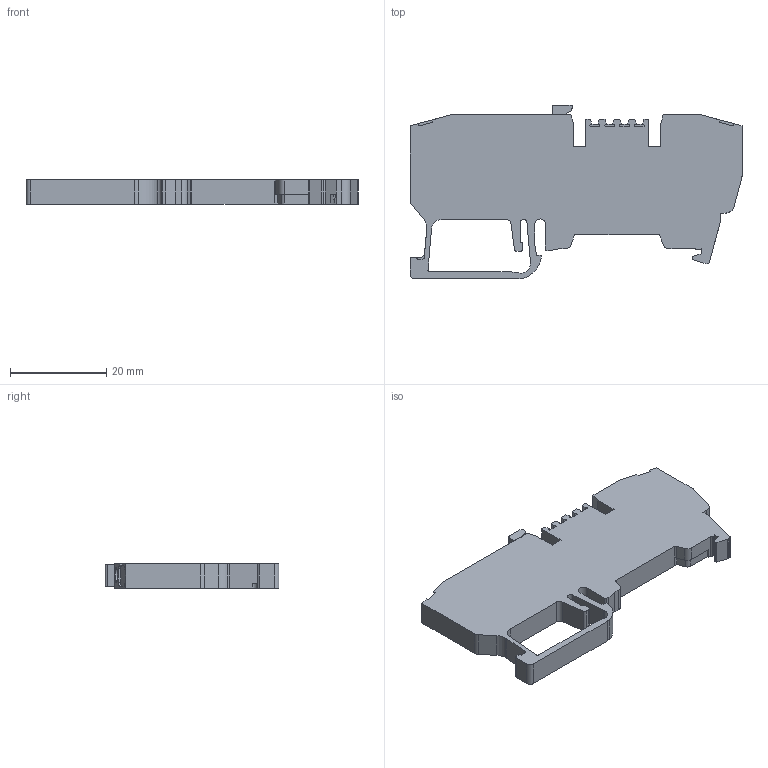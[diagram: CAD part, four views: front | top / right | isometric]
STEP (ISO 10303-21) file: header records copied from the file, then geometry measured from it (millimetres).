
FILE_DESCRIPTION (( 'STEP AP214' ), '1' );
FILE_NAME ('353200_YBK 2,5A_Beige.STP', '2013-11-13T14:51:52', ( 'arge' ), ( 'Microsoft' ), 'SwSTEP 2.0', 'SolidWorks 2013', '' );
FILE_SCHEMA (( 'AUTOMOTIVE_DESIGN' ));
Length unit declared in the file: millimetre
Products named in the file (1): 353200_YBK 2,5A_Beige
Bounding box: 69.1 x 36.2 x 5 mm (x, y, z)
Volume: 8298.5 mm3; surface area: 5171.4 mm2
Topology: 1 solids, 1 shells, 252 faces, 728 edges, 479 vertices
Faces by surface type: plane 173, cylinder 70, torus 4, cone 4, bspline 1
Entity records: 10774 total; most frequent: CARTESIAN_POINT 1488, ORIENTED_EDGE 1456, DIRECTION 1381, EDGE_CURVE 728, LINE 573, VECTOR 573, VERTEX_POINT 479, AXIS2_PLACEMENT_3D 404
